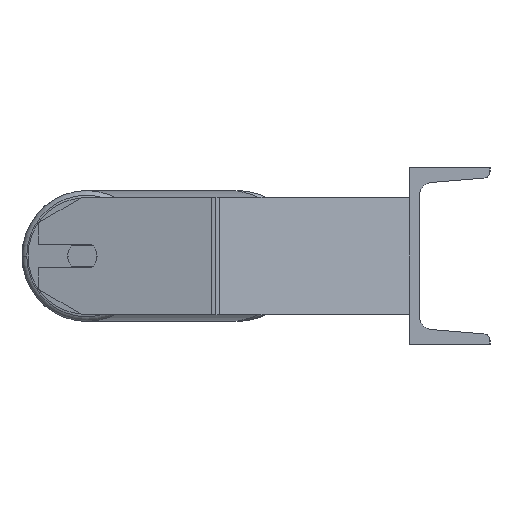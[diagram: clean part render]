
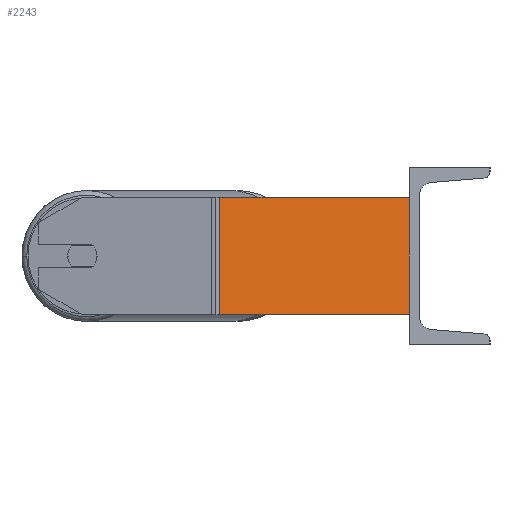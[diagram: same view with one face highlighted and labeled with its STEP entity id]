
A CAD part, left-side view. The second image highlights one B-rep face of the part: STEP entity #2243.
In plain terms, the highlighted planar face has unit normal (-0.985, -0.174, 0).
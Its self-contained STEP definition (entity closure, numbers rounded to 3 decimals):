
#220 = CARTESIAN_POINT ( 'NONE',  ( -885., 0., -40. ) ) ;
#356 = CARTESIAN_POINT ( 'NONE',  ( -907.672, 128.58, 40. ) ) ;
#459 = CARTESIAN_POINT ( 'NONE',  ( -885., 0., 40. ) ) ;
#484 = FACE_OUTER_BOUND ( 'NONE', #5630, .T. ) ;
#508 = DIRECTION ( 'NONE',  ( 0., 0., -1. ) ) ;
#1138 = CARTESIAN_POINT ( 'NONE',  ( -885., 0., 40. ) ) ;
#1232 = EDGE_CURVE ( 'NONE', #3456, #4337, #3318, .T. ) ;
#1634 = ORIENTED_EDGE ( 'NONE', *, *, #7792, .F. ) ;
#1792 = LINE ( 'NONE', #1138, #5251 ) ;
#1885 = VECTOR ( 'NONE', #5847, 1000. ) ;
#1941 = DIRECTION ( 'NONE',  ( 0.985, 0.174, 0. ) ) ;
#2243 = ADVANCED_FACE ( 'NONE', ( #484 ), #8255, .F. ) ;
#2353 = LINE ( 'NONE', #5165, #1885 ) ;
#2535 = DIRECTION ( 'NONE',  ( -0.174, 0.985, 0. ) ) ;
#2668 = DIRECTION ( 'NONE',  ( 0.174, -0.985, 0. ) ) ;
#3163 = EDGE_CURVE ( 'NONE', #3456, #6053, #4734, .T. ) ;
#3318 = LINE ( 'NONE', #7005, #6579 ) ;
#3456 = VERTEX_POINT ( 'NONE', #356 ) ;
#3463 = VECTOR ( 'NONE', #508, 1000. ) ;
#3961 = CARTESIAN_POINT ( 'NONE',  ( -908.162, 131.358, 40. ) ) ;
#4260 = AXIS2_PLACEMENT_3D ( 'NONE', #3961, #1941, #2535 ) ;
#4337 = VERTEX_POINT ( 'NONE', #459 ) ;
#4492 = VERTEX_POINT ( 'NONE', #220 ) ;
#4674 = ORIENTED_EDGE ( 'NONE', *, *, #3163, .T. ) ;
#4734 = LINE ( 'NONE', #6845, #3463 ) ;
#5165 = CARTESIAN_POINT ( 'NONE',  ( -908.162, 131.358, -40. ) ) ;
#5251 = VECTOR ( 'NONE', #7377, 1000. ) ;
#5630 = EDGE_LOOP ( 'NONE', ( #6279, #1634, #8719, #4674 ) ) ;
#5847 = DIRECTION ( 'NONE',  ( 0.174, -0.985, 0. ) ) ;
#6053 = VERTEX_POINT ( 'NONE', #7044 ) ;
#6279 = ORIENTED_EDGE ( 'NONE', *, *, #8869, .T. ) ;
#6579 = VECTOR ( 'NONE', #2668, 1000. ) ;
#6845 = CARTESIAN_POINT ( 'NONE',  ( -907.672, 128.58, 40. ) ) ;
#7005 = CARTESIAN_POINT ( 'NONE',  ( -908.162, 131.358, 40. ) ) ;
#7044 = CARTESIAN_POINT ( 'NONE',  ( -907.672, 128.58, -40. ) ) ;
#7377 = DIRECTION ( 'NONE',  ( 0., 0., -1. ) ) ;
#7792 = EDGE_CURVE ( 'NONE', #4337, #4492, #1792, .T. ) ;
#8255 = PLANE ( 'NONE',  #4260 ) ;
#8719 = ORIENTED_EDGE ( 'NONE', *, *, #1232, .F. ) ;
#8869 = EDGE_CURVE ( 'NONE', #6053, #4492, #2353, .T. ) ;
